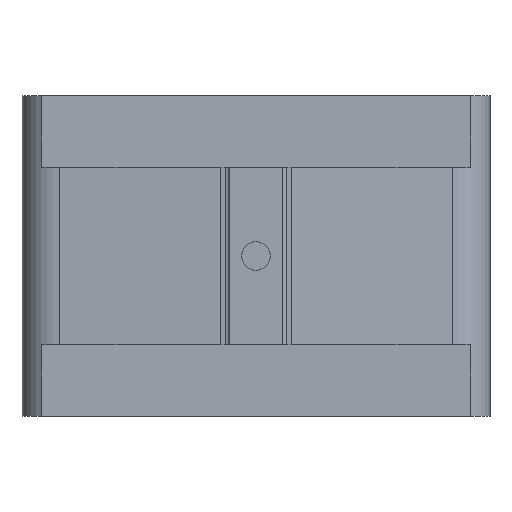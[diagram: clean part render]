
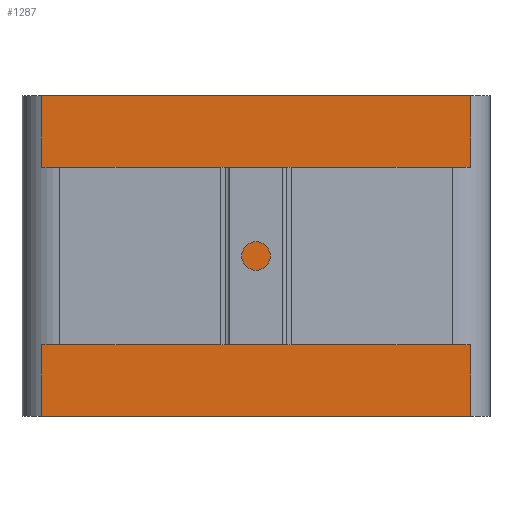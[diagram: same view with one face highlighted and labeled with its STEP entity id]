
A CAD part, front view. The second image highlights one B-rep face of the part: STEP entity #1287.
In plain terms, the highlighted planar face has unit normal (0, -1, 0).
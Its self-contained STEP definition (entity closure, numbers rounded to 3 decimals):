
#12 = CARTESIAN_POINT ( 'NONE',  ( 6.033, -1.25, 4.5 ) ) ;
#16 = DIRECTION ( 'NONE',  ( -1., 0., 0. ) ) ;
#26 = VERTEX_POINT ( 'NONE', #1217 ) ;
#36 = CARTESIAN_POINT ( 'NONE',  ( 5.477, -1.25, -2.5 ) ) ;
#45 = EDGE_CURVE ( 'NONE', #1515, #185, #1712, .T. ) ;
#50 = DIRECTION ( 'NONE',  ( 0., 0., 1. ) ) ;
#56 = VERTEX_POINT ( 'NONE', #899 ) ;
#58 = VECTOR ( 'NONE', #812, 1000. ) ;
#59 = VECTOR ( 'NONE', #182, 1000. ) ;
#68 = ORIENTED_EDGE ( 'NONE', *, *, #506, .T. ) ;
#123 = VERTEX_POINT ( 'NONE', #694 ) ;
#139 = CARTESIAN_POINT ( 'NONE',  ( -5.62, -1.25, 2.5 ) ) ;
#142 = VERTEX_POINT ( 'NONE', #1387 ) ;
#143 = ORIENTED_EDGE ( 'NONE', *, *, #376, .T. ) ;
#152 = ORIENTED_EDGE ( 'NONE', *, *, #1202, .T. ) ;
#165 = CARTESIAN_POINT ( 'NONE',  ( -6.033, -1.25, -2.5 ) ) ;
#170 = VECTOR ( 'NONE', #505, 1000. ) ;
#182 = DIRECTION ( 'NONE',  ( 0., 0., -1. ) ) ;
#185 = VERTEX_POINT ( 'NONE', #768 ) ;
#196 = EDGE_CURVE ( 'NONE', #1753, #1657, #1692, .T. ) ;
#250 = VERTEX_POINT ( 'NONE', #1027 ) ;
#290 = ORIENTED_EDGE ( 'NONE', *, *, #721, .F. ) ;
#295 = LINE ( 'NONE', #843, #1037 ) ;
#311 = VERTEX_POINT ( 'NONE', #1534 ) ;
#317 = VECTOR ( 'NONE', #1679, 1000. ) ;
#319 = ORIENTED_EDGE ( 'NONE', *, *, #1636, .T. ) ;
#355 = LINE ( 'NONE', #1173, #378 ) ;
#376 = EDGE_CURVE ( 'NONE', #250, #1753, #864, .T. ) ;
#378 = VECTOR ( 'NONE', #753, 1000. ) ;
#381 = ORIENTED_EDGE ( 'NONE', *, *, #1616, .T. ) ;
#424 = VECTOR ( 'NONE', #839, 1000. ) ;
#466 = CARTESIAN_POINT ( 'NONE',  ( -6.033, -1.25, 4.5 ) ) ;
#473 = CARTESIAN_POINT ( 'NONE',  ( 6.033, -1.25, -4.5 ) ) ;
#478 = EDGE_LOOP ( 'NONE', ( #683, #1680, #290, #870, #1241, #319, #143, #593, #381, #910, #152, #68 ) ) ;
#505 = DIRECTION ( 'NONE',  ( 0., 0., -1. ) ) ;
#506 = EDGE_CURVE ( 'NONE', #56, #185, #355, .T. ) ;
#553 = VECTOR ( 'NONE', #16, 1000. ) ;
#593 = ORIENTED_EDGE ( 'NONE', *, *, #196, .T. ) ;
#602 = DIRECTION ( 'NONE',  ( 0., 0., -1. ) ) ;
#683 = ORIENTED_EDGE ( 'NONE', *, *, #45, .F. ) ;
#684 = CARTESIAN_POINT ( 'NONE',  ( -6.033, -1.25, 2.5 ) ) ;
#687 = CARTESIAN_POINT ( 'NONE',  ( -6.033, -1.25, -4.5 ) ) ;
#694 = CARTESIAN_POINT ( 'NONE',  ( 6.033, -1.25, -2.5 ) ) ;
#707 = CARTESIAN_POINT ( 'NONE',  ( 5.477, -1.25, -2.5 ) ) ;
#721 = EDGE_CURVE ( 'NONE', #142, #311, #295, .T. ) ;
#737 = LINE ( 'NONE', #1574, #999 ) ;
#742 = DIRECTION ( 'NONE',  ( -1., 0., 0. ) ) ;
#753 = DIRECTION ( 'NONE',  ( 0., 0., 1. ) ) ;
#768 = CARTESIAN_POINT ( 'NONE',  ( 5.62, -1.25, 2.5 ) ) ;
#798 = EDGE_CURVE ( 'NONE', #26, #1130, #1439, .T. ) ;
#812 = DIRECTION ( 'NONE',  ( 1., 0., 0. ) ) ;
#839 = DIRECTION ( 'NONE',  ( -1., 0., 0. ) ) ;
#841 = VERTEX_POINT ( 'NONE', #473 ) ;
#843 = CARTESIAN_POINT ( 'NONE',  ( -6.033, -1.25, 4.5 ) ) ;
#864 = LINE ( 'NONE', #707, #553 ) ;
#870 = ORIENTED_EDGE ( 'NONE', *, *, #1275, .T. ) ;
#899 = CARTESIAN_POINT ( 'NONE',  ( 5.62, -1.25, -2.5 ) ) ;
#910 = ORIENTED_EDGE ( 'NONE', *, *, #1729, .F. ) ;
#935 = CARTESIAN_POINT ( 'NONE',  ( 6.033, -1.25, 2.5 ) ) ;
#945 = CARTESIAN_POINT ( 'NONE',  ( -6.033, -1.25, -4.5 ) ) ;
#999 = VECTOR ( 'NONE', #602, 1000. ) ;
#1027 = CARTESIAN_POINT ( 'NONE',  ( -5.62, -1.25, -2.5 ) ) ;
#1036 = DIRECTION ( 'NONE',  ( 0., 0., -1. ) ) ;
#1037 = VECTOR ( 'NONE', #1542, 1000. ) ;
#1120 = LINE ( 'NONE', #1505, #317 ) ;
#1122 = PLANE ( 'NONE',  #1187 ) ;
#1130 = VERTEX_POINT ( 'NONE', #684 ) ;
#1132 = DIRECTION ( 'NONE',  ( 0., 1., 0. ) ) ;
#1138 = EDGE_CURVE ( 'NONE', #311, #1515, #1507, .T. ) ;
#1140 = VECTOR ( 'NONE', #1036, 1000. ) ;
#1155 = DIRECTION ( 'NONE',  ( -1., 0., 0. ) ) ;
#1162 = CARTESIAN_POINT ( 'NONE',  ( -6.033, -1.25, 4.5 ) ) ;
#1173 = CARTESIAN_POINT ( 'NONE',  ( 5.62, -1.25, 2.5 ) ) ;
#1187 = AXIS2_PLACEMENT_3D ( 'NONE', #1162, #1132, #50 ) ;
#1202 = EDGE_CURVE ( 'NONE', #123, #56, #1664, .T. ) ;
#1217 = CARTESIAN_POINT ( 'NONE',  ( -5.62, -1.25, 2.5 ) ) ;
#1241 = ORIENTED_EDGE ( 'NONE', *, *, #798, .F. ) ;
#1275 = EDGE_CURVE ( 'NONE', #142, #1130, #737, .T. ) ;
#1287 = ADVANCED_FACE ( 'NONE', ( #1565 ), #1122, .F. ) ;
#1338 = LINE ( 'NONE', #945, #58 ) ;
#1351 = LINE ( 'NONE', #139, #170 ) ;
#1387 = CARTESIAN_POINT ( 'NONE',  ( -6.033, -1.25, 4.5 ) ) ;
#1415 = CARTESIAN_POINT ( 'NONE',  ( 5.477, -1.25, 2.5 ) ) ;
#1439 = LINE ( 'NONE', #1726, #1668 ) ;
#1505 = CARTESIAN_POINT ( 'NONE',  ( 6.033, -1.25, 4.5 ) ) ;
#1507 = LINE ( 'NONE', #12, #59 ) ;
#1515 = VERTEX_POINT ( 'NONE', #935 ) ;
#1534 = CARTESIAN_POINT ( 'NONE',  ( 6.033, -1.25, 4.5 ) ) ;
#1542 = DIRECTION ( 'NONE',  ( 1., 0., 0. ) ) ;
#1565 = FACE_OUTER_BOUND ( 'NONE', #478, .T. ) ;
#1574 = CARTESIAN_POINT ( 'NONE',  ( -6.033, -1.25, 4.5 ) ) ;
#1616 = EDGE_CURVE ( 'NONE', #1657, #841, #1338, .T. ) ;
#1636 = EDGE_CURVE ( 'NONE', #26, #250, #1351, .T. ) ;
#1657 = VERTEX_POINT ( 'NONE', #687 ) ;
#1664 = LINE ( 'NONE', #36, #424 ) ;
#1668 = VECTOR ( 'NONE', #1155, 1000. ) ;
#1679 = DIRECTION ( 'NONE',  ( 0., 0., -1. ) ) ;
#1680 = ORIENTED_EDGE ( 'NONE', *, *, #1138, .F. ) ;
#1692 = LINE ( 'NONE', #466, #1140 ) ;
#1712 = LINE ( 'NONE', #1415, #1745 ) ;
#1726 = CARTESIAN_POINT ( 'NONE',  ( 5.477, -1.25, 2.5 ) ) ;
#1729 = EDGE_CURVE ( 'NONE', #123, #841, #1120, .T. ) ;
#1745 = VECTOR ( 'NONE', #742, 1000. ) ;
#1753 = VERTEX_POINT ( 'NONE', #165 ) ;
